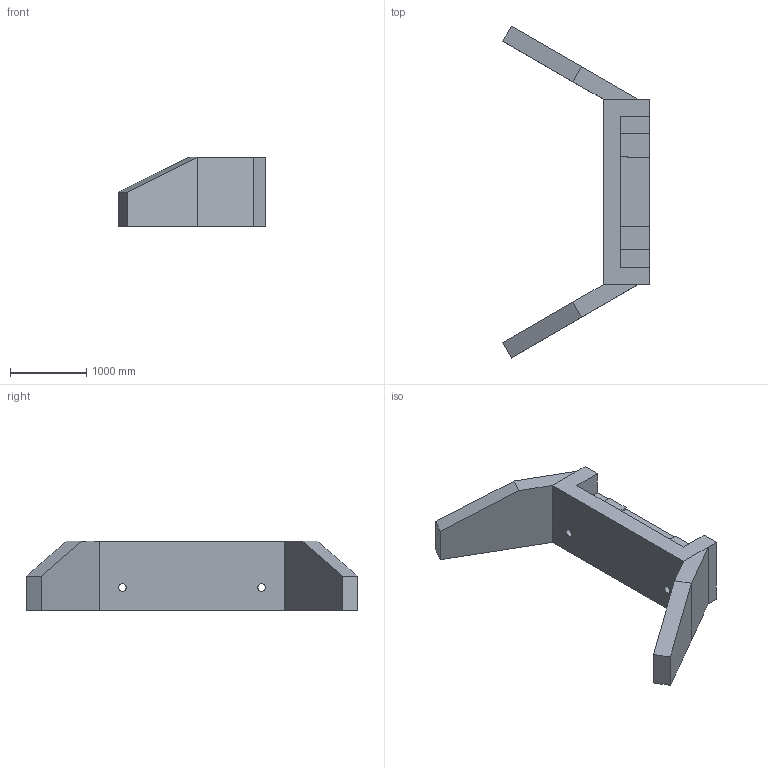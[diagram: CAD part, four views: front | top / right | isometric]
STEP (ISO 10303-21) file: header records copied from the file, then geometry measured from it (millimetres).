
FILE_DESCRIPTION(/* description */ (''),/* implementation_level */ '2;1');
FILE_NAME(/* name */ 'FarmBridge-SouthAbutment.step',/* time_stamp */ '2025-11-25T11:27:08-06:00',/* author */ (''),/* organization */ (''),/* preprocessor_version */ 'ST-DEVELOPER v20.1',/* originating_system */ 'Autodesk Translation Framework v14.21.0.0',/* authorisation */ '');
FILE_SCHEMA (('AUTOMOTIVE_DESIGN { 1 0 10303 214 3 1 1 }'));
Length unit declared in the file: foot
Products named in the file (2): 2025-11-24-11-55-19-842; 2025-11-24-14-10-03-167
Assembly tree (1 placements, depth 2):
  2025-11-24-11-55-19-842
    2025-11-24-14-10-03-167
Bounding box: 1929.42 x 4358.35 x 914.4 mm (x, y, z)
Volume: 1733542550.8 mm3; surface area: 17159984.5 mm2
Topology: 3 solids, 3 shells, 36 faces, 88 edges, 58 vertices
Faces by surface type: plane 34, cylinder 2
Full cylindrical faces by diameter (mm): 101.498 x2
Entity records: 1101 total; most frequent: CARTESIAN_POINT 185, ORIENTED_EDGE 176, DIRECTION 170, EDGE_CURVE 88, LINE 84, VECTOR 84, VERTEX_POINT 58, AXIS2_PLACEMENT_3D 43
